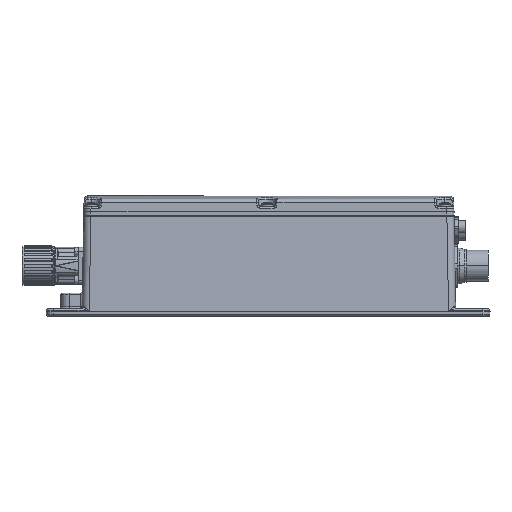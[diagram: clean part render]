
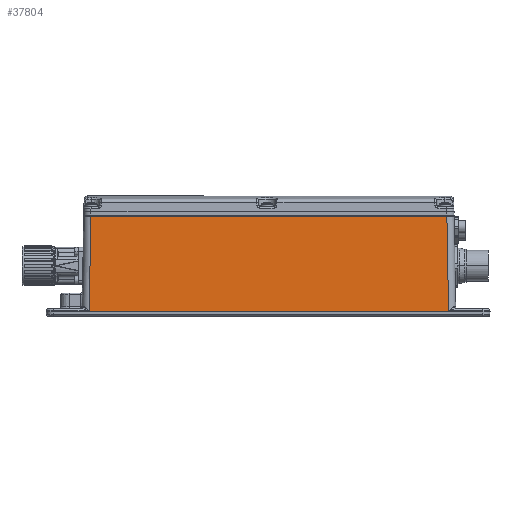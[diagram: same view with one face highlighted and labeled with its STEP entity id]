
A CAD part, top view. The second image highlights one B-rep face of the part: STEP entity #37804.
In plain terms, the highlighted planar face has unit normal (0, 0.018, 1).
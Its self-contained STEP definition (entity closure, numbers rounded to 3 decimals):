
#2945=DIRECTION('',(-1.,0.,0.));
#2946=VECTOR('',#2945,248.75);
#2947=CARTESIAN_POINT('',(122.375,69.508,52.839));
#2948=LINE('',#2947,#2946);
#2981=DIRECTION('',(0.017,1.,-0.017));
#2982=VECTOR('',#2981,66.001);
#2983=CARTESIAN_POINT('',(-127.526,3.526,53.991));
#2984=LINE('',#2983,#2982);
#2985=DIRECTION('',(0.017,-1.,0.017));
#2986=VECTOR('',#2985,66.002);
#2987=CARTESIAN_POINT('',(122.375,69.508,52.839));
#2988=LINE('',#2987,#2986);
#2989=DIRECTION('',(0.,1.,-0.017));
#2990=VECTOR('',#2989,0.526);
#2991=CARTESIAN_POINT('',(-152.5,3.,54.));
#2992=LINE('',#2991,#2990);
#3049=DIRECTION('',(-1.,0.,0.));
#3050=VECTOR('',#3049,24.974);
#3051=CARTESIAN_POINT('',(-127.526,3.526,53.991));
#3052=LINE('',#3051,#3050);
#3391=DIRECTION('',(1.,0.,0.));
#3392=VECTOR('',#3391,300.);
#3393=CARTESIAN_POINT('',(-152.5,3.,54.));
#3394=LINE('',#3393,#3392);
#3417=DIRECTION('',(0.,1.,-0.017));
#3418=VECTOR('',#3417,0.526);
#3419=CARTESIAN_POINT('',(147.5,3.,54.));
#3420=LINE('',#3419,#3418);
#3733=DIRECTION('',(-1.,0.,0.));
#3734=VECTOR('',#3733,23.974);
#3735=CARTESIAN_POINT('',(147.5,3.526,53.991));
#3736=LINE('',#3735,#3734);
#28464=CARTESIAN_POINT('',(-152.5,3.526,53.991));
#28466=VERTEX_POINT('',#28464);
#28589=CARTESIAN_POINT('',(-152.5,3.,54.));
#28590=VERTEX_POINT('',#28589);
#28591=CARTESIAN_POINT('',(-127.526,3.526,
53.991));
#28592=CARTESIAN_POINT('',(-126.375,69.507,
52.839));
#28593=VERTEX_POINT('',#28591);
#28594=VERTEX_POINT('',#28592);
#28595=CARTESIAN_POINT('',(122.375,69.508,52.839));
#28596=CARTESIAN_POINT('',(123.526,3.526,53.991));
#28597=VERTEX_POINT('',#28595);
#28598=VERTEX_POINT('',#28596);
#28599=CARTESIAN_POINT('',(147.5,3.,54.));
#28600=VERTEX_POINT('',#28599);
#28803=CARTESIAN_POINT('',(147.5,3.526,53.991));
#28804=VERTEX_POINT('',#28803);
#37783=CARTESIAN_POINT('',(-2.5,36.254,
53.42));
#37784=DIRECTION('',(0.,0.017,1.));
#37785=DIRECTION('',(1.,0.,0.));
#37786=AXIS2_PLACEMENT_3D('',#37783,#37784,#37785);
#37787=PLANE('',#37786);
#37789=ORIENTED_EDGE('',*,*,#37788,.T.);
#37790=ORIENTED_EDGE('',*,*,#37748,.F.);
#37791=ORIENTED_EDGE('',*,*,#37772,.T.);
#37793=ORIENTED_EDGE('',*,*,#37792,.F.);
#37795=ORIENTED_EDGE('',*,*,#37794,.F.);
#37797=ORIENTED_EDGE('',*,*,#37796,.F.);
#37799=ORIENTED_EDGE('',*,*,#37798,.T.);
#37801=ORIENTED_EDGE('',*,*,#37800,.F.);
#37802=EDGE_LOOP('',(#37789,#37790,#37791,#37793,#37795,#37797,#37799,#37801));
#37803=FACE_OUTER_BOUND('',#37802,.F.);
#37804=ADVANCED_FACE('',(#37803),#37787,.T.);
#37748=EDGE_CURVE('',#28597,#28594,#2948,.T.);
#37772=EDGE_CURVE('',#28597,#28598,#2988,.T.);
#37788=EDGE_CURVE('',#28593,#28594,#2984,.T.);
#37792=EDGE_CURVE('',#28804,#28598,#3736,.T.);
#37794=EDGE_CURVE('',#28600,#28804,#3420,.T.);
#37796=EDGE_CURVE('',#28590,#28600,#3394,.T.);
#37798=EDGE_CURVE('',#28590,#28466,#2992,.T.);
#37800=EDGE_CURVE('',#28593,#28466,#3052,.T.);
